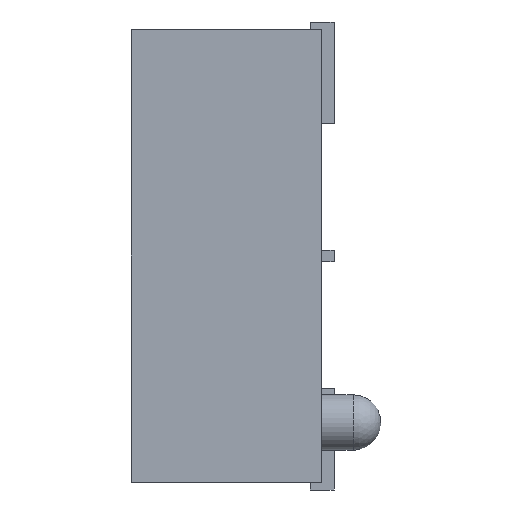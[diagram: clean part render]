
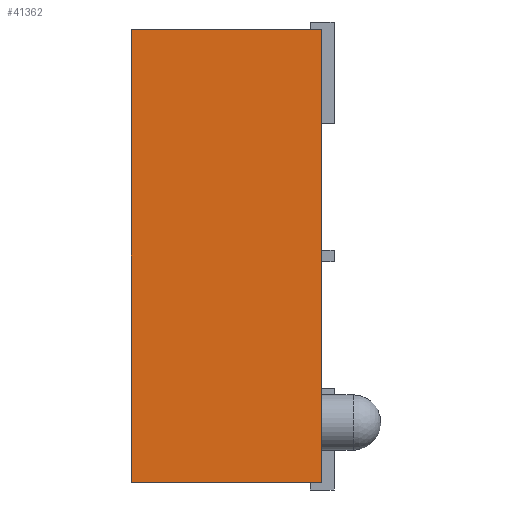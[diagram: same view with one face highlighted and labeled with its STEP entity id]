
A CAD part, left-side view. The second image highlights one B-rep face of the part: STEP entity #41362.
In plain terms, the highlighted planar face has unit normal (-1, 0, 0).
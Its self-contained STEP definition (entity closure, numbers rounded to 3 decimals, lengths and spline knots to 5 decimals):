
#1461=ORIENTED_EDGE('',*,*,#13410,.T.);
#1462=ORIENTED_EDGE('',*,*,#13864,.F.);
#1463=ORIENTED_EDGE('',*,*,#13853,.F.);
#1464=ORIENTED_EDGE('',*,*,#13859,.T.);
#13410=EDGE_CURVE('',#19646,#19645,#23801,.T.);
#13853=EDGE_CURVE('',#20027,#20028,#24244,.T.);
#13859=EDGE_CURVE('',#20027,#19646,#24250,.T.);
#13864=EDGE_CURVE('',#20028,#19645,#24255,.T.);
#19645=VERTEX_POINT('',#57479);
#19646=VERTEX_POINT('',#57481);
#20027=VERTEX_POINT('',#58306);
#20028=VERTEX_POINT('',#58308);
#23801=LINE('',#57480,#29696);
#24244=LINE('',#58307,#30139);
#24250=LINE('',#58318,#30145);
#24255=LINE('',#58325,#30150);
#29696=VECTOR('',#46326,39.37008);
#30139=VECTOR('',#46773,39.37008);
#30145=VECTOR('',#46781,39.37008);
#30150=VECTOR('',#46790,39.37008);
#35229=EDGE_LOOP('',(#1461,#1462,#1463,#1464));
#37336=FACE_BOUND('',#35229,.T.);
#39438=PLANE('',#43510);
#41362=ADVANCED_FACE('',(#37336),#39438,.F.);
#43510=AXIS2_PLACEMENT_3D('',#58324,#46788,#46789);
#46326=DIRECTION('',(0.,0.,1.));
#46773=DIRECTION('',(0.,0.,1.));
#46781=DIRECTION('',(0.,-1.,0.));
#46788=DIRECTION('',(1.,0.,0.));
#46789=DIRECTION('',(0.,0.,-1.));
#46790=DIRECTION('',(0.,-1.,0.));
#57479=CARTESIAN_POINT('',(-0.81325,0.,0.1425));
#57480=CARTESIAN_POINT('',(-0.81325,0.,-0.1425));
#57481=CARTESIAN_POINT('',(-0.81325,0.,-0.1425));
#58306=CARTESIAN_POINT('',(-0.81325,0.12,-0.1425));
#58307=CARTESIAN_POINT('',(-0.81325,0.12,-0.1425));
#58308=CARTESIAN_POINT('',(-0.81325,0.12,0.1425));
#58318=CARTESIAN_POINT('',(-0.81325,0.12,-0.1425));
#58324=CARTESIAN_POINT('',(-0.81325,0.12,-0.1425));
#58325=CARTESIAN_POINT('',(-0.81325,0.12,0.1425));
